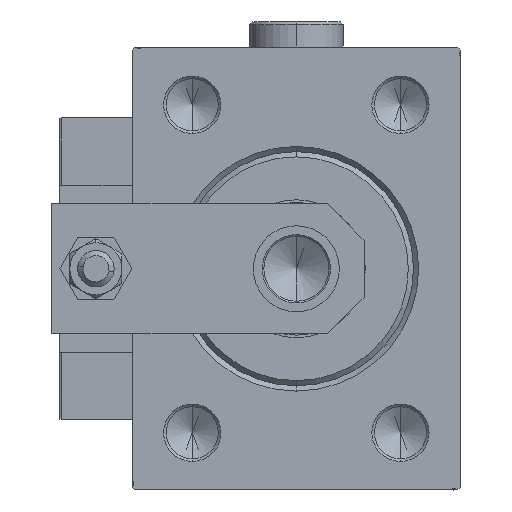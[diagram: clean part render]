
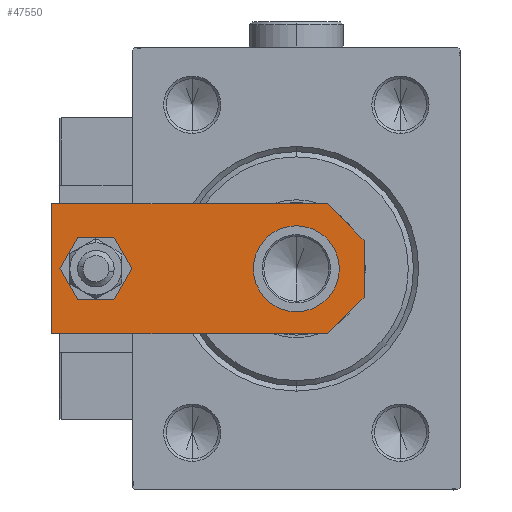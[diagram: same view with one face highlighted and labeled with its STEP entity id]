
A CAD part, left-side view. The second image highlights one B-rep face of the part: STEP entity #47550.
In plain terms, the highlighted face is planar.
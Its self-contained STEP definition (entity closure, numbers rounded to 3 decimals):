
#252 = CIRCLE ( 'NONE', #30014, 8.25 ) ;
#341 = VERTEX_POINT ( 'NONE', #32468 ) ;
#394 = VERTEX_POINT ( 'NONE', #26353 ) ;
#408 = LINE ( 'NONE', #41336, #6682 ) ;
#456 = EDGE_CURVE ( 'NONE', #22787, #341, #6405, .T. ) ;
#1341 = DIRECTION ( 'NONE',  ( 1., 0., 0. ) ) ;
#1493 = CIRCLE ( 'NONE', #22733, 4. ) ;
#1829 = VECTOR ( 'NONE', #2978, 1000. ) ;
#2978 = DIRECTION ( 'NONE',  ( 0.707, 0.707, 0. ) ) ;
#3257 = EDGE_CURVE ( 'NONE', #29111, #22787, #26925, .T. ) ;
#5607 = CARTESIAN_POINT ( 'NONE',  ( 0., 13., 6. ) ) ;
#6055 = CARTESIAN_POINT ( 'NONE',  ( 0., 13., 6. ) ) ;
#6405 = LINE ( 'NONE', #49963, #19547 ) ;
#6472 = CARTESIAN_POINT ( 'NONE',  ( 0., 51.5, 6. ) ) ;
#6682 = VECTOR ( 'NONE', #9485, 1000. ) ;
#6889 = ORIENTED_EDGE ( 'NONE', *, *, #3257, .T. ) ;
#7762 = DIRECTION ( 'NONE',  ( 1., 0., 0. ) ) ;
#7958 = AXIS2_PLACEMENT_3D ( 'NONE', #9569, #25775, #41972 ) ;
#7997 = EDGE_CURVE ( 'NONE', #41764, #32818, #47232, .T. ) ;
#8340 = VERTEX_POINT ( 'NONE', #23483 ) ;
#8730 = ORIENTED_EDGE ( 'NONE', *, *, #456, .T. ) ;
#9485 = DIRECTION ( 'NONE',  ( 0., -1., 0. ) ) ;
#9520 = AXIS2_PLACEMENT_3D ( 'NONE', #6055, #14833, #50417 ) ;
#9569 = CARTESIAN_POINT ( 'NONE',  ( 0., 0., 6. ) ) ;
#9960 = CARTESIAN_POINT ( 'NONE',  ( 4., 51.5, 6. ) ) ;
#12819 = ORIENTED_EDGE ( 'NONE', *, *, #50031, .T. ) ;
#12975 = CARTESIAN_POINT ( 'NONE',  ( -12.5, 0., 6. ) ) ;
#13532 = DIRECTION ( 'NONE',  ( -1., 0., 0. ) ) ;
#14217 = ORIENTED_EDGE ( 'NONE', *, *, #39459, .T. ) ;
#14468 = EDGE_CURVE ( 'NONE', #32818, #41764, #1493, .T. ) ;
#14833 = DIRECTION ( 'NONE',  ( 0., 0., 1. ) ) ;
#16226 = EDGE_CURVE ( 'NONE', #29902, #35667, #408, .T. ) ;
#17350 = EDGE_LOOP ( 'NONE', ( #24813, #41535 ) ) ;
#17642 = VERTEX_POINT ( 'NONE', #24961 ) ;
#17807 = FACE_OUTER_BOUND ( 'NONE', #21576, .T. ) ;
#18237 = ORIENTED_EDGE ( 'NONE', *, *, #16226, .T. ) ;
#19547 = VECTOR ( 'NONE', #22610, 1000. ) ;
#21156 = CARTESIAN_POINT ( 'NONE',  ( 12.5, 7., 6. ) ) ;
#21362 = CIRCLE ( 'NONE', #9520, 8.25 ) ;
#21576 = EDGE_LOOP ( 'NONE', ( #18237, #12819, #14217, #6889, #8730, #27450 ) ) ;
#21864 = LINE ( 'NONE', #38068, #31836 ) ;
#22610 = DIRECTION ( 'NONE',  ( 0., 1., 0. ) ) ;
#22733 = AXIS2_PLACEMENT_3D ( 'NONE', #6472, #51356, #39146 ) ;
#22787 = VERTEX_POINT ( 'NONE', #21156 ) ;
#23183 = CARTESIAN_POINT ( 'NONE',  ( 2.75, -2.75, 6. ) ) ;
#23483 = CARTESIAN_POINT ( 'NONE',  ( 8.25, 13., 6. ) ) ;
#24440 = CARTESIAN_POINT ( 'NONE',  ( -12.5, 7., 6. ) ) ;
#24813 = ORIENTED_EDGE ( 'NONE', *, *, #7997, .F. ) ;
#24961 = CARTESIAN_POINT ( 'NONE',  ( -5.5, 0., 6. ) ) ;
#25775 = DIRECTION ( 'NONE',  ( 0., 0., 1. ) ) ;
#25948 = EDGE_CURVE ( 'NONE', #341, #29902, #30546, .T. ) ;
#26127 = DIRECTION ( 'NONE',  ( 0.707, -0.707, 0. ) ) ;
#26353 = CARTESIAN_POINT ( 'NONE',  ( -8.25, 13., 6. ) ) ;
#26925 = LINE ( 'NONE', #23183, #1829 ) ;
#27450 = ORIENTED_EDGE ( 'NONE', *, *, #25948, .T. ) ;
#28164 = EDGE_CURVE ( 'NONE', #394, #8340, #21362, .T. ) ;
#29111 = VERTEX_POINT ( 'NONE', #47627 ) ;
#29392 = CARTESIAN_POINT ( 'NONE',  ( 0., 51.5, 6. ) ) ;
#29767 = FACE_BOUND ( 'NONE', #34396, .T. ) ;
#29902 = VERTEX_POINT ( 'NONE', #30401 ) ;
#30014 = AXIS2_PLACEMENT_3D ( 'NONE', #5607, #44217, #1341 ) ;
#30401 = CARTESIAN_POINT ( 'NONE',  ( -12.5, 60., 6. ) ) ;
#30546 = LINE ( 'NONE', #46738, #44358 ) ;
#31070 = EDGE_CURVE ( 'NONE', #8340, #394, #252, .T. ) ;
#31836 = VECTOR ( 'NONE', #26127, 1000. ) ;
#32468 = CARTESIAN_POINT ( 'NONE',  ( 12.5, 60., 6. ) ) ;
#32818 = VERTEX_POINT ( 'NONE', #9960 ) ;
#33649 = AXIS2_PLACEMENT_3D ( 'NONE', #29392, #41597, #42149 ) ;
#34396 = EDGE_LOOP ( 'NONE', ( #37411, #36316 ) ) ;
#35667 = VERTEX_POINT ( 'NONE', #24440 ) ;
#36316 = ORIENTED_EDGE ( 'NONE', *, *, #31070, .F. ) ;
#37411 = ORIENTED_EDGE ( 'NONE', *, *, #28164, .F. ) ;
#38068 = CARTESIAN_POINT ( 'NONE',  ( -2.75, -2.75, 6. ) ) ;
#38473 = CARTESIAN_POINT ( 'NONE',  ( -4., 51.5, 6. ) ) ;
#39087 = VECTOR ( 'NONE', #7762, 1000. ) ;
#39146 = DIRECTION ( 'NONE',  ( 1., 0., 0. ) ) ;
#39459 = EDGE_CURVE ( 'NONE', #17642, #29111, #52134, .T. ) ;
#41336 = CARTESIAN_POINT ( 'NONE',  ( -12.5, 60., 6. ) ) ;
#41535 = ORIENTED_EDGE ( 'NONE', *, *, #14468, .F. ) ;
#41597 = DIRECTION ( 'NONE',  ( 0., 0., 1. ) ) ;
#41764 = VERTEX_POINT ( 'NONE', #38473 ) ;
#41972 = DIRECTION ( 'NONE',  ( 1., 0., 0. ) ) ;
#42149 = DIRECTION ( 'NONE',  ( 1., 0., 0. ) ) ;
#42509 = FACE_BOUND ( 'NONE', #17350, .T. ) ;
#44217 = DIRECTION ( 'NONE',  ( 0., 0., 1. ) ) ;
#44358 = VECTOR ( 'NONE', #13532, 1000. ) ;
#45961 = PLANE ( 'NONE',  #7958 ) ;
#46738 = CARTESIAN_POINT ( 'NONE',  ( 12.5, 60., 6. ) ) ;
#47232 = CIRCLE ( 'NONE', #33649, 4. ) ;
#47550 = ADVANCED_FACE ( 'NONE', ( #42509, #17807, #29767 ), #45961, .T. ) ;
#47627 = CARTESIAN_POINT ( 'NONE',  ( 5.5, 0., 6. ) ) ;
#49963 = CARTESIAN_POINT ( 'NONE',  ( 12.5, 0., 6. ) ) ;
#50031 = EDGE_CURVE ( 'NONE', #35667, #17642, #21864, .T. ) ;
#50417 = DIRECTION ( 'NONE',  ( 1., 0., 0. ) ) ;
#51356 = DIRECTION ( 'NONE',  ( 0., 0., 1. ) ) ;
#52134 = LINE ( 'NONE', #12975, #39087 ) ;
